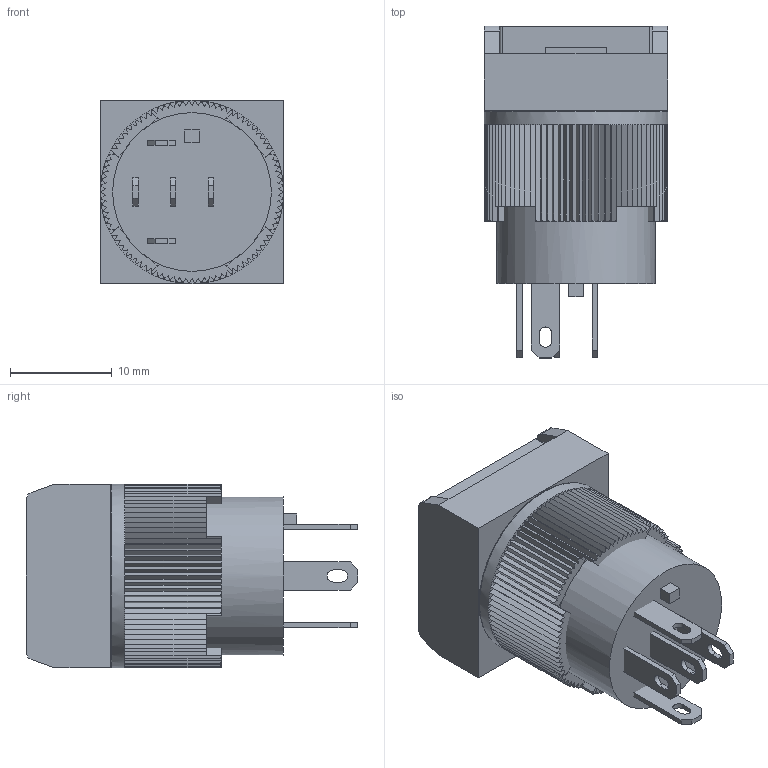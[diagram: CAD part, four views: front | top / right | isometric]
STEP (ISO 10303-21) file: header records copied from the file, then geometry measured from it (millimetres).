
FILE_DESCRIPTION(/* description */ ('Panel Mount Non-Illuminated Pushbuttons_ni_body-'),/* implementation_level */ '2;1');
FILE_NAME(/* name */ 'ELEC_Pushbutton_YB16RKW01-JB.iam.step',/* time_stamp */ '2015-01-02T19:32:19-08:00',/* author */ ('Cadenas PARTsolutions'),/* organization */ ('NKKSWITCHES'),/* preprocessor_version */ 'ST-DEVELOPER v15.6',/* originating_system */ 'Autodesk Inventor 2015',/* authorisation */ '');
FILE_SCHEMA (('AUTOMOTIVE_DESIGN { 1 0 10303 214 3 1 1 }'));
Length unit declared in the file: inch
Products named in the file (5): YB16SKW01-BBni_body; YB16SKW01-05-BBterminal; YB16SKW01-05-BBnut; YB16SKW01-05-BB-BBni_lens; ELEC_Pushbutton_YB16RKW01-JB
Assembly tree (4 placements, depth 2):
  ELEC_Pushbutton_YB16RKW01-JB
    YB16SKW01-BBni_body
    YB16SKW01-05-BBterminal
    YB16SKW01-05-BBnut
    YB16SKW01-05-BB-BBni_lens
Bounding box: 18.01 x 32.61 x 18.01 mm (x, y, z)
Volume: 6662.6 mm3; surface area: 5207.1 mm2
Topology: 4 solids, 4 shells, 511 faces, 1289 edges, 794 vertices
Faces by surface type: plane 424, torus 55, cylinder 32
Full cylindrical faces by diameter (mm): 15.011 x1, 15.238 x1, 15.61 x1, 18.009 x1
Entity records: 15836 total; most frequent: CARTESIAN_POINT 3566, ORIENTED_EDGE 2564, DIRECTION 2448, EDGE_CURVE 1282, LINE 940, VECTOR 940, VERTEX_POINT 792, AXIS2_PLACEMENT_3D 754
